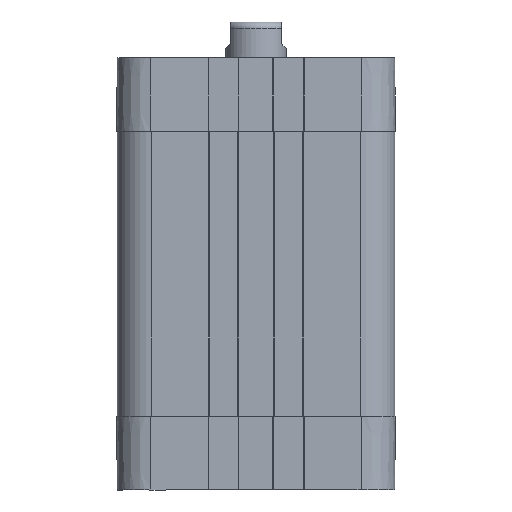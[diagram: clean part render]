
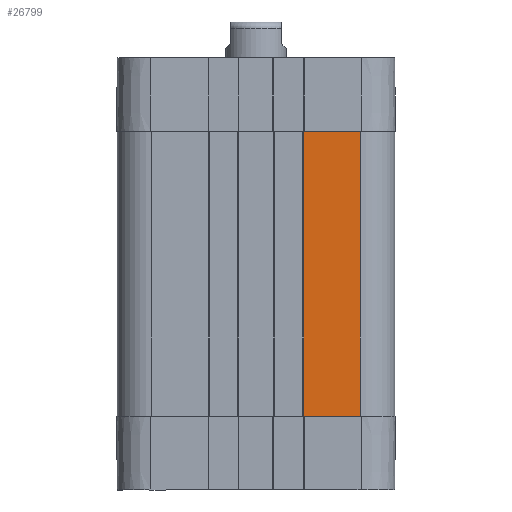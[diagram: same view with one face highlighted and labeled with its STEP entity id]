
A CAD part, front view. The second image highlights one B-rep face of the part: STEP entity #26799.
In plain terms, the highlighted planar face has unit normal (0, -1, 0).
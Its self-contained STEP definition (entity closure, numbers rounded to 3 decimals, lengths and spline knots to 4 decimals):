
#1310=PLANE($,#28000);
#3253=LINE($,#52944,#5244);
#3254=LINE($,#52948,#5245);
#3255=LINE($,#52950,#5246);
#3256=LINE($,#52951,#5247);
#5244=VECTOR($,#32292,5.6);
#5245=VECTOR($,#32297,1.11);
#5246=VECTOR($,#32298,5.6);
#5247=VECTOR($,#32299,1.11);
#8517=FACE_OUTER_BOUND($,#10216,.T.);
#10216=EDGE_LOOP($,(#24814,#24815,#24816,#24817));
#13235=VERTEX_POINT($,#52941);
#13236=VERTEX_POINT($,#52943);
#13237=VERTEX_POINT($,#52947);
#13238=VERTEX_POINT($,#52949);
#17134=EDGE_CURVE($,#13236,#13235,#3253,.T.);
#17136=EDGE_CURVE($,#13235,#13237,#3254,.T.);
#17137=EDGE_CURVE($,#13238,#13237,#3255,.T.);
#17138=EDGE_CURVE($,#13236,#13238,#3256,.T.);
#24814=ORIENTED_EDGE($,*,*,#17136,.T.);
#24815=ORIENTED_EDGE($,*,*,#17137,.F.);
#24816=ORIENTED_EDGE($,*,*,#17138,.F.);
#24817=ORIENTED_EDGE($,*,*,#17134,.T.);
#26799=ADVANCED_FACE($,(#8517),#1310,.T.);
#28000=AXIS2_PLACEMENT_3D($,#52946,#32295,#32296);
#32292=DIRECTION($,(0.,0.,1.));
#32295=DIRECTION('center_axis',(0.,-1.,0.));
#32296=DIRECTION('ref_axis',(0.,0.,-1.));
#32297=DIRECTION($,(-1.,0.,0.));
#32298=DIRECTION($,(0.,0.,1.));
#32299=DIRECTION($,(-1.,0.,0.));
#52941=CARTESIAN_POINT('',(2.05,-2.725,7.05));
#52943=CARTESIAN_POINT('',(2.05,-2.725,1.45));
#52944=CARTESIAN_POINT($,(2.05,-2.725,1.45));
#52946=CARTESIAN_POINT('Origin',(2.05,-2.725,1.45));
#52947=CARTESIAN_POINT('',(0.94,-2.725,7.05));
#52948=CARTESIAN_POINT($,(2.05,-2.725,7.05));
#52949=CARTESIAN_POINT('',(0.94,-2.725,1.45));
#52950=CARTESIAN_POINT($,(0.94,-2.725,1.45));
#52951=CARTESIAN_POINT($,(2.05,-2.725,1.45));
